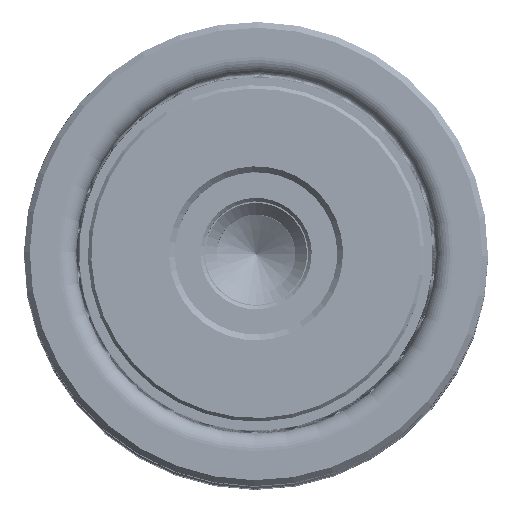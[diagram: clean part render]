
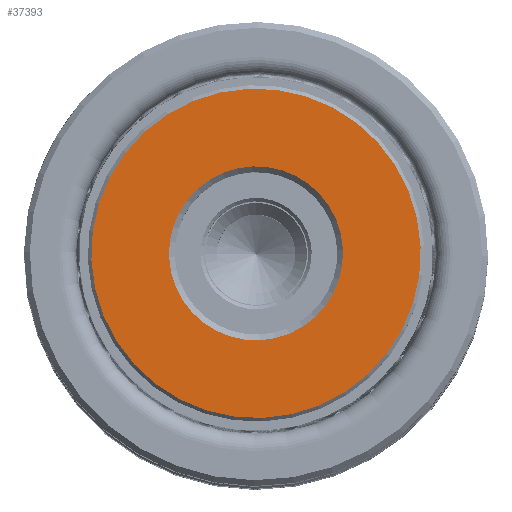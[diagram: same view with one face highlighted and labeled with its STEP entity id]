
A CAD part, top view. The second image highlights one B-rep face of the part: STEP entity #37393.
In plain terms, the highlighted face is planar.
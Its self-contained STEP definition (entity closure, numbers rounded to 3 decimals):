
#21 = EDGE_CURVE ( 'NONE', #25235, #31802, #16785, .T. ) ;
#211 = EDGE_CURVE ( 'NONE', #31802, #25235, #25287, .T. ) ;
#618 = CARTESIAN_POINT ( 'NONE',  ( 14.2, 0., 0. ) ) ;
#978 = CARTESIAN_POINT ( 'NONE',  ( 7.5, 0., 0. ) ) ;
#1906 = DIRECTION ( 'NONE',  ( 0., 0., -1. ) ) ;
#5092 = EDGE_CURVE ( 'NONE', #15784, #34738, #28098, .T. ) ;
#7636 = EDGE_LOOP ( 'NONE', ( #30415, #43963 ) ) ;
#8087 = FACE_BOUND ( 'NONE', #42288, .T. ) ;
#9654 = DIRECTION ( 'NONE',  ( 0., 0., -1. ) ) ;
#14250 = CARTESIAN_POINT ( 'NONE',  ( 0., 0., 0. ) ) ;
#14574 = DIRECTION ( 'NONE',  ( 1., 0., 0. ) ) ;
#15390 = CARTESIAN_POINT ( 'NONE',  ( 0., 0., 0. ) ) ;
#15784 = VERTEX_POINT ( 'NONE', #978 ) ;
#16330 = ORIENTED_EDGE ( 'NONE', *, *, #5092, .T. ) ;
#16785 = CIRCLE ( 'NONE', #24535, 14.2 ) ;
#18939 = CARTESIAN_POINT ( 'NONE',  ( 0., 0., 0. ) ) ;
#19038 = DIRECTION ( 'NONE',  ( 1., 0., 0. ) ) ;
#22626 = DIRECTION ( 'NONE',  ( 1., 0., 0. ) ) ;
#23770 = CARTESIAN_POINT ( 'NONE',  ( 0., 0., 0. ) ) ;
#24317 = CARTESIAN_POINT ( 'NONE',  ( -14.2, 0., 0. ) ) ;
#24535 = AXIS2_PLACEMENT_3D ( 'NONE', #23770, #1906, #27449 ) ;
#25235 = VERTEX_POINT ( 'NONE', #618 ) ;
#25287 = CIRCLE ( 'NONE', #29416, 14.2 ) ;
#26347 = FACE_OUTER_BOUND ( 'NONE', #7636, .T. ) ;
#27449 = DIRECTION ( 'NONE',  ( 1., 0., 0. ) ) ;
#28098 = CIRCLE ( 'NONE', #29482, 7.5 ) ;
#29056 = ORIENTED_EDGE ( 'NONE', *, *, #45462, .T. ) ;
#29416 = AXIS2_PLACEMENT_3D ( 'NONE', #31506, #9654, #35183 ) ;
#29482 = AXIS2_PLACEMENT_3D ( 'NONE', #18939, #44506, #22626 ) ;
#29693 = AXIS2_PLACEMENT_3D ( 'NONE', #14250, #36451, #14574 ) ;
#30415 = ORIENTED_EDGE ( 'NONE', *, *, #21, .T. ) ;
#31506 = CARTESIAN_POINT ( 'NONE',  ( 0., 0., 0. ) ) ;
#31802 = VERTEX_POINT ( 'NONE', #24317 ) ;
#32107 = CARTESIAN_POINT ( 'NONE',  ( -7.5, 0., 0. ) ) ;
#32761 = PLANE ( 'NONE',  #29693 ) ;
#33514 = CIRCLE ( 'NONE', #41481, 7.5 ) ;
#34738 = VERTEX_POINT ( 'NONE', #32107 ) ;
#35183 = DIRECTION ( 'NONE',  ( 1., 0., 0. ) ) ;
#36451 = DIRECTION ( 'NONE',  ( 0., 0., 1. ) ) ;
#37393 = ADVANCED_FACE ( 'NONE', ( #26347, #8087 ), #32761, .F. ) ;
#40939 = DIRECTION ( 'NONE',  ( 0., 0., 1. ) ) ;
#41481 = AXIS2_PLACEMENT_3D ( 'NONE', #15390, #40939, #19038 ) ;
#42288 = EDGE_LOOP ( 'NONE', ( #29056, #16330 ) ) ;
#43963 = ORIENTED_EDGE ( 'NONE', *, *, #211, .T. ) ;
#44506 = DIRECTION ( 'NONE',  ( 0., 0., 1. ) ) ;
#45462 = EDGE_CURVE ( 'NONE', #34738, #15784, #33514, .T. ) ;
